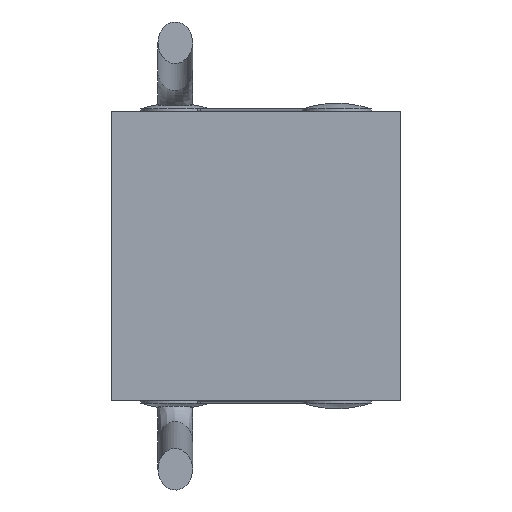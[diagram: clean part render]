
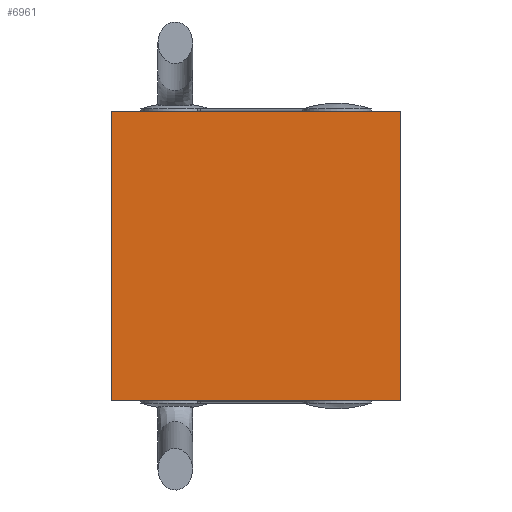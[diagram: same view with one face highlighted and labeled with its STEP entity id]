
A CAD part, front view. The second image highlights one B-rep face of the part: STEP entity #6961.
In plain terms, the highlighted planar face has unit normal (0, -1, 0).
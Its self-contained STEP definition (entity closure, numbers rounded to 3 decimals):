
#74 = CARTESIAN_POINT ( 'NONE',  ( 2.5, -0.51, -2.5 ) ) ;
#613 = ORIENTED_EDGE ( 'NONE', *, *, #7138, .T. ) ;
#906 = VERTEX_POINT ( 'NONE', #9168 ) ;
#935 = CARTESIAN_POINT ( 'NONE',  ( 0., -0.51, 0. ) ) ;
#1723 = DIRECTION ( 'NONE',  ( 0., 0., 1. ) ) ;
#1741 = EDGE_CURVE ( 'NONE', #3492, #906, #5055, .T. ) ;
#1871 = ORIENTED_EDGE ( 'NONE', *, *, #1741, .T. ) ;
#2079 = EDGE_CURVE ( 'NONE', #906, #9481, #7199, .T. ) ;
#2629 = EDGE_LOOP ( 'NONE', ( #613, #5048, #1871, #9701 ) ) ;
#2780 = AXIS2_PLACEMENT_3D ( 'NONE', #935, #6262, #1723 ) ;
#3142 = CARTESIAN_POINT ( 'NONE',  ( -2.5, -0.51, -2.5 ) ) ;
#3492 = VERTEX_POINT ( 'NONE', #74 ) ;
#3717 = DIRECTION ( 'NONE',  ( -1., 0., 0. ) ) ;
#4115 = EDGE_CURVE ( 'NONE', #8150, #3492, #7709, .T. ) ;
#4728 = CARTESIAN_POINT ( 'NONE',  ( 2.5, -0.51, -2.5 ) ) ;
#5048 = ORIENTED_EDGE ( 'NONE', *, *, #4115, .T. ) ;
#5055 = LINE ( 'NONE', #7634, #6852 ) ;
#5161 = VECTOR ( 'NONE', #3717, 1000. ) ;
#5519 = LINE ( 'NONE', #6468, #7299 ) ;
#5628 = CARTESIAN_POINT ( 'NONE',  ( -2.5, -0.51, 2.5 ) ) ;
#5989 = CARTESIAN_POINT ( 'NONE',  ( 2.5, -0.51, 2.5 ) ) ;
#6112 = DIRECTION ( 'NONE',  ( 0., 0., 1. ) ) ;
#6188 = PLANE ( 'NONE',  #2780 ) ;
#6262 = DIRECTION ( 'NONE',  ( 0., 1., 0. ) ) ;
#6346 = DIRECTION ( 'NONE',  ( 1., 0., 0. ) ) ;
#6468 = CARTESIAN_POINT ( 'NONE',  ( -2.5, -0.51, 2.5 ) ) ;
#6748 = VECTOR ( 'NONE', #6346, 1000. ) ;
#6852 = VECTOR ( 'NONE', #6112, 1000. ) ;
#6961 = ADVANCED_FACE ( 'NONE', ( #8840 ), #6188, .F. ) ;
#7138 = EDGE_CURVE ( 'NONE', #9481, #8150, #5519, .T. ) ;
#7199 = LINE ( 'NONE', #5989, #5161 ) ;
#7241 = DIRECTION ( 'NONE',  ( 0., 0., -1. ) ) ;
#7299 = VECTOR ( 'NONE', #7241, 1000. ) ;
#7634 = CARTESIAN_POINT ( 'NONE',  ( 2.5, -0.51, 2.5 ) ) ;
#7709 = LINE ( 'NONE', #4728, #6748 ) ;
#8150 = VERTEX_POINT ( 'NONE', #3142 ) ;
#8840 = FACE_OUTER_BOUND ( 'NONE', #2629, .T. ) ;
#9168 = CARTESIAN_POINT ( 'NONE',  ( 2.5, -0.51, 2.5 ) ) ;
#9481 = VERTEX_POINT ( 'NONE', #5628 ) ;
#9701 = ORIENTED_EDGE ( 'NONE', *, *, #2079, .T. ) ;
